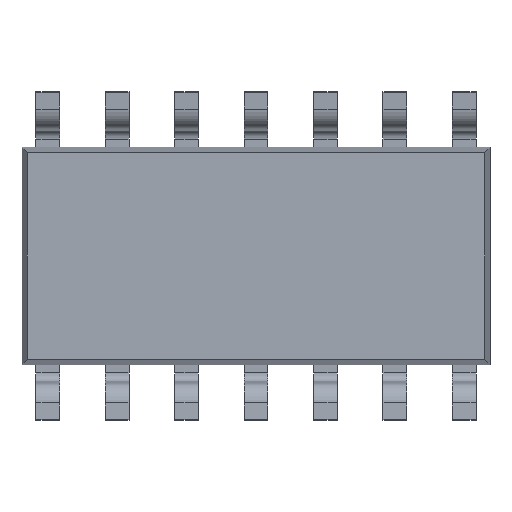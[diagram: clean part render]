
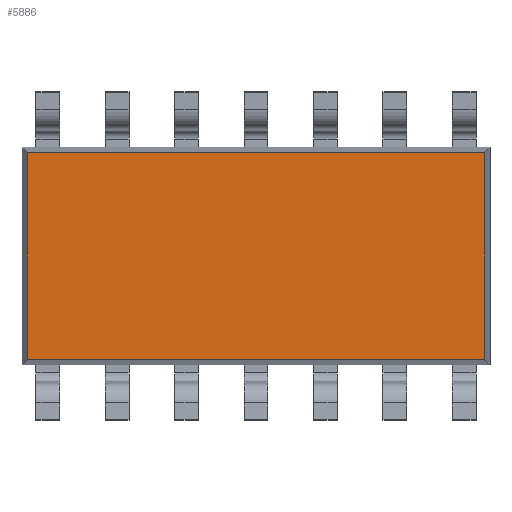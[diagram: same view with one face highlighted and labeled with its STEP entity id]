
A CAD part, front view. The second image highlights one B-rep face of the part: STEP entity #5886.
In plain terms, the highlighted planar face has unit normal (0, -1, 0).
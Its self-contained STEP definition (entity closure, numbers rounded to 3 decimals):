
#5 = LINE ( 'NONE', #8150, #2171 ) ;
#1631 = DIRECTION ( 'NONE',  ( 0., 0., -1. ) ) ;
#1797 = VECTOR ( 'NONE', #7314, 1000. ) ;
#2157 = CARTESIAN_POINT ( 'NONE',  ( 4.18, -0.825, -1.887 ) ) ;
#2171 = VECTOR ( 'NONE', #1631, 1000. ) ;
#2939 = VERTEX_POINT ( 'NONE', #6231 ) ;
#3306 = VERTEX_POINT ( 'NONE', #2157 ) ;
#3880 = ORIENTED_EDGE ( 'NONE', *, *, #7394, .F. ) ;
#4620 = AXIS2_PLACEMENT_3D ( 'NONE', #7695, #6150, #7587 ) ;
#4814 = CARTESIAN_POINT ( 'NONE',  ( -4.18, -0.825, -1.887 ) ) ;
#5072 = EDGE_CURVE ( 'NONE', #8082, #2939, #7262, .T. ) ;
#5135 = ORIENTED_EDGE ( 'NONE', *, *, #8634, .F. ) ;
#5778 = CARTESIAN_POINT ( 'NONE',  ( -4.18, -0.825, 1.887 ) ) ;
#5886 = ADVANCED_FACE ( 'NONE', ( #7645 ), #7609, .F. ) ;
#6150 = DIRECTION ( 'NONE',  ( 0., 1., 0. ) ) ;
#6167 = EDGE_CURVE ( 'NONE', #2939, #3306, #5, .T. ) ;
#6222 = EDGE_LOOP ( 'NONE', ( #3880, #5135, #7182, #8553 ) ) ;
#6224 = LINE ( 'NONE', #6960, #6546 ) ;
#6231 = CARTESIAN_POINT ( 'NONE',  ( 4.18, -0.825, 1.887 ) ) ;
#6546 = VECTOR ( 'NONE', #7694, 1000. ) ;
#6897 = VECTOR ( 'NONE', #9302, 1000. ) ;
#6960 = CARTESIAN_POINT ( 'NONE',  ( -4.28, -0.825, -1.887 ) ) ;
#7182 = ORIENTED_EDGE ( 'NONE', *, *, #6167, .F. ) ;
#7262 = LINE ( 'NONE', #7351, #1797 ) ;
#7314 = DIRECTION ( 'NONE',  ( 1., 0., 0. ) ) ;
#7351 = CARTESIAN_POINT ( 'NONE',  ( 4.28, -0.825, 1.887 ) ) ;
#7367 = LINE ( 'NONE', #8601, #6897 ) ;
#7394 = EDGE_CURVE ( 'NONE', #7814, #8082, #7367, .T. ) ;
#7587 = DIRECTION ( 'NONE',  ( 0., 0., 1. ) ) ;
#7609 = PLANE ( 'NONE',  #4620 ) ;
#7645 = FACE_OUTER_BOUND ( 'NONE', #6222, .T. ) ;
#7694 = DIRECTION ( 'NONE',  ( -1., 0., 0. ) ) ;
#7695 = CARTESIAN_POINT ( 'NONE',  ( 0., -0.825, 0. ) ) ;
#7814 = VERTEX_POINT ( 'NONE', #4814 ) ;
#8082 = VERTEX_POINT ( 'NONE', #5778 ) ;
#8150 = CARTESIAN_POINT ( 'NONE',  ( 4.18, -0.825, -1.988 ) ) ;
#8553 = ORIENTED_EDGE ( 'NONE', *, *, #5072, .F. ) ;
#8601 = CARTESIAN_POINT ( 'NONE',  ( -4.18, -0.825, 1.988 ) ) ;
#8634 = EDGE_CURVE ( 'NONE', #3306, #7814, #6224, .T. ) ;
#9302 = DIRECTION ( 'NONE',  ( 0., 0., 1. ) ) ;
